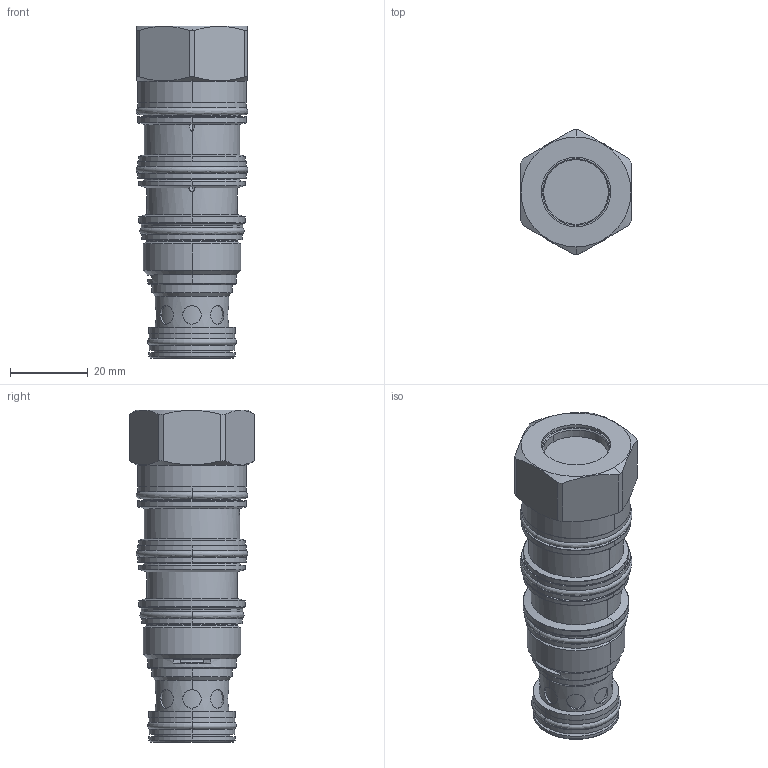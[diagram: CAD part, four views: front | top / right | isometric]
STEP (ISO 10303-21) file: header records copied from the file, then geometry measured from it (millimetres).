
FILE_DESCRIPTION((''),'2;1');
FILE_NAME('DOFR8HN_SW','2022-12-16T10:56:46',('SigMax'),(''),'CREO PARAMETRIC BY PTC INC, 2021072','CREO PARAMETRIC BY PTC INC, 2021072','');
FILE_SCHEMA(('AUTOMOTIVE_DESIGN { 1 0 10303 214 1 1 1 1 }'));
Length unit declared in the file: inch
Products named in the file (1): DOFR8HN_SW
Bounding box: 28.8 x 32.21 x 85.57 mm (x, y, z)
Volume: 41656 mm3; surface area: 17858.4 mm2
Topology: 5 solids, 6 shells, 285 faces, 622 edges, 374 vertices
Faces by surface type: cylinder 134, torus 58, plane 41, cone 38, revolution 14
Entity records: 11875 total; most frequent: CARTESIAN_POINT 3402, DIRECTION 1408, ORIENTED_EDGE 1244, EDGE_CURVE 622, AXIS2_PLACEMENT_3D 611, VERTEX_POINT 374, CIRCLE 340, EDGE_LOOP 324
